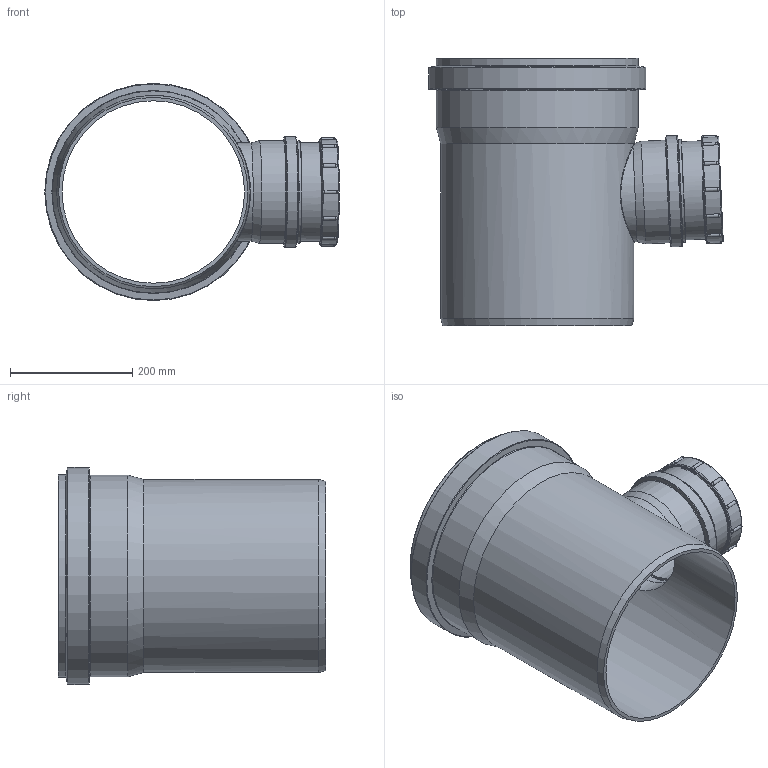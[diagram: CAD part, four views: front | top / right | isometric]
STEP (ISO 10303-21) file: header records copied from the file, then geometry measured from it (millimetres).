
FILE_DESCRIPTION(/* description */ (''),/* implementation_level */ '2;1');
FILE_NAME(/* name */ '825600z.stp',/* time_stamp */ '2024-09-06T09:18:30+02:00',/* author */ ('corinna'),/* organization */ (''),/* preprocessor_version */ 'ST-DEVELOPER v20',/* originating_system */ 'Autodesk Inventor 2024',/* authorisation */ '');
FILE_SCHEMA (('AUTOMOTIVE_DESIGN { 1 0 10303 214 3 1 1 }'));
Length unit declared in the file: millimetre
Products named in the file (4): 825600z_; 225430 KGEA Abzweig DN_OD 315_160_87°; 225430z Deckel; 225430z Einsatz
Assembly tree (3 placements, depth 2):
  825600z_
    225430 KGEA Abzweig DN_OD 315_160_87°
    225430z Deckel
    225430z Einsatz
Bounding box: 481.06 x 437 x 354.7 mm (x, y, z)
Volume: 4152422.4 mm3; surface area: 1196040.6 mm2
Topology: 3 solids, 3 shells, 157 faces, 473 edges, 303 vertices
Faces by surface type: cylinder 49, bspline 34, sphere 24, torus 23, cone 14, plane 13
Full cylindrical faces by diameter (mm): 151 x1, 152 x1, 152.3 x1, 160.7 x4, 161.1 x2, 162.3 x3, 165 x3, 166 x4, 167.7 x1, 168.1 x1, 171 x1, 174.4 x1, 181.4 x1, 298.2 x1, 315.6 x1, 316 x1, 316.3 x2, 329.8 x1, 330.1 x1, 340.9 x1, 354.7 x1
Entity records: 10999 total; most frequent: CARTESIAN_POINT 6949, ORIENTED_EDGE 898, DIRECTION 749, EDGE_CURVE 449, AXIS2_PLACEMENT_3D 330, VERTEX_POINT 303, CIRCLE 200, EDGE_LOOP 168
